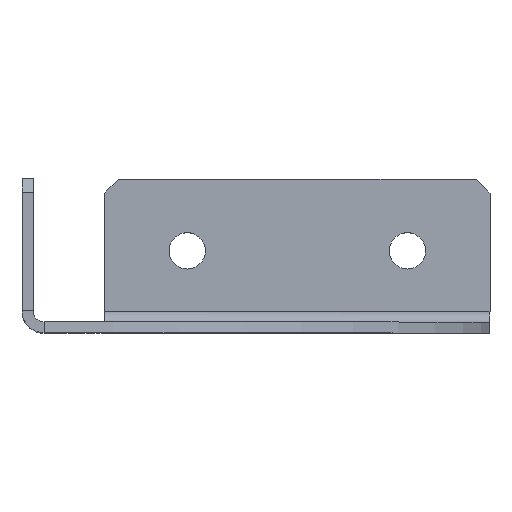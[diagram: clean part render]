
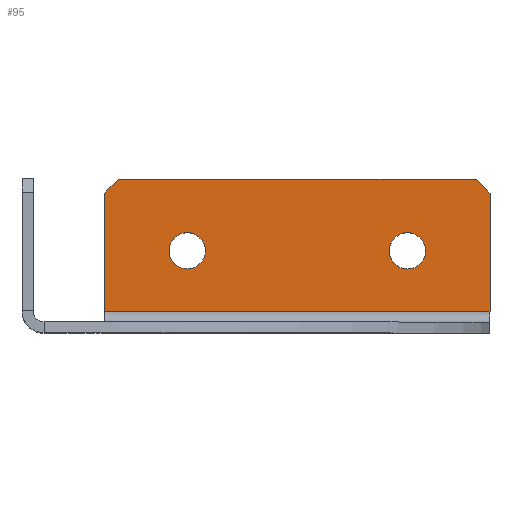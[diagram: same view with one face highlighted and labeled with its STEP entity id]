
A CAD part, top view. The second image highlights one B-rep face of the part: STEP entity #95.
In plain terms, the highlighted planar face has unit normal (0, 0, 1).
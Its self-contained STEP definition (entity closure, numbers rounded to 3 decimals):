
#6 = EDGE_LOOP ( 'NONE', ( #1693, #275 ) ) ;
#8 = CARTESIAN_POINT ( 'NONE',  ( 66.7, 15., 2. ) ) ;
#16 = EDGE_CURVE ( 'NONE', #401, #1095, #278, .T. ) ;
#40 = EDGE_CURVE ( 'NONE', #766, #1415, #540, .T. ) ;
#42 = LINE ( 'NONE', #305, #569 ) ;
#74 = CARTESIAN_POINT ( 'NONE',  ( 15., 25.5, 2. ) ) ;
#95 = ADVANCED_FACE ( 'NONE', ( #1311, #929, #1188 ), #1715, .T. ) ;
#144 = ORIENTED_EDGE ( 'NONE', *, *, #16, .F. ) ;
#200 = EDGE_CURVE ( 'NONE', #1254, #832, #42, .T. ) ;
#216 = ORIENTED_EDGE ( 'NONE', *, *, #1099, .T. ) ;
#247 = EDGE_LOOP ( 'NONE', ( #591, #1653 ) ) ;
#249 = CARTESIAN_POINT ( 'NONE',  ( 30., 15., 2. ) ) ;
#256 = AXIS2_PLACEMENT_3D ( 'NONE', #249, #1423, #363 ) ;
#275 = ORIENTED_EDGE ( 'NONE', *, *, #40, .F. ) ;
#278 = LINE ( 'NONE', #390, #460 ) ;
#283 = CARTESIAN_POINT ( 'NONE',  ( 70., 15., 2. ) ) ;
#305 = CARTESIAN_POINT ( 'NONE',  ( 85., 28., 2. ) ) ;
#320 = LINE ( 'NONE', #974, #982 ) ;
#342 = CARTESIAN_POINT ( 'NONE',  ( 33.3, 15., 2. ) ) ;
#345 = EDGE_LOOP ( 'NONE', ( #144, #216, #1172, #725, #849, #423 ) ) ;
#363 = DIRECTION ( 'NONE',  ( 1., 0., 0. ) ) ;
#388 = LINE ( 'NONE', #1029, #1395 ) ;
#390 = CARTESIAN_POINT ( 'NONE',  ( 85., 2., 2. ) ) ;
#397 = AXIS2_PLACEMENT_3D ( 'NONE', #546, #1306, #538 ) ;
#401 = VERTEX_POINT ( 'NONE', #1138 ) ;
#406 = CARTESIAN_POINT ( 'NONE',  ( 17.5, 28., 2. ) ) ;
#423 = ORIENTED_EDGE ( 'NONE', *, *, #726, .F. ) ;
#430 = CIRCLE ( 'NONE', #870, 3.3 ) ;
#460 = VECTOR ( 'NONE', #1595, 1000. ) ;
#538 = DIRECTION ( 'NONE',  ( 1., 0., 0. ) ) ;
#540 = CIRCLE ( 'NONE', #1030, 3.3 ) ;
#546 = CARTESIAN_POINT ( 'NONE',  ( 30., 15., 2. ) ) ;
#569 = VECTOR ( 'NONE', #837, 1000. ) ;
#571 = CIRCLE ( 'NONE', #397, 3.3 ) ;
#591 = ORIENTED_EDGE ( 'NONE', *, *, #1206, .F. ) ;
#641 = EDGE_CURVE ( 'NONE', #1447, #1409, #1442, .T. ) ;
#645 = CARTESIAN_POINT ( 'NONE',  ( 85., 4., 2. ) ) ;
#646 = DIRECTION ( 'NONE',  ( -1., 0., 0. ) ) ;
#680 = LINE ( 'NONE', #1454, #980 ) ;
#682 = DIRECTION ( 'NONE',  ( 1., 0., 0. ) ) ;
#725 = ORIENTED_EDGE ( 'NONE', *, *, #1713, .T. ) ;
#726 = EDGE_CURVE ( 'NONE', #1095, #1243, #388, .T. ) ;
#766 = VERTEX_POINT ( 'NONE', #8 ) ;
#806 = LINE ( 'NONE', #1167, #816 ) ;
#816 = VECTOR ( 'NONE', #1467, 1000. ) ;
#832 = VERTEX_POINT ( 'NONE', #1344 ) ;
#837 = DIRECTION ( 'NONE',  ( 1., 0., 0. ) ) ;
#849 = ORIENTED_EDGE ( 'NONE', *, *, #889, .F. ) ;
#870 = AXIS2_PLACEMENT_3D ( 'NONE', #283, #1085, #962 ) ;
#889 = EDGE_CURVE ( 'NONE', #1243, #1011, #680, .T. ) ;
#917 = DIRECTION ( 'NONE',  ( 0., 0., 1. ) ) ;
#929 = FACE_BOUND ( 'NONE', #6, .T. ) ;
#946 = CARTESIAN_POINT ( 'NONE',  ( 70., 15., 2. ) ) ;
#951 = AXIS2_PLACEMENT_3D ( 'NONE', #1054, #1586, #1455 ) ;
#962 = DIRECTION ( 'NONE',  ( 1., 0., 0. ) ) ;
#974 = CARTESIAN_POINT ( 'NONE',  ( -5.25, 5.25, 2. ) ) ;
#980 = VECTOR ( 'NONE', #1714, 1000. ) ;
#982 = VECTOR ( 'NONE', #1246, 1000. ) ;
#1011 = VERTEX_POINT ( 'NONE', #74 ) ;
#1029 = CARTESIAN_POINT ( 'NONE',  ( 85., 4., 2. ) ) ;
#1030 = AXIS2_PLACEMENT_3D ( 'NONE', #946, #917, #682 ) ;
#1035 = CARTESIAN_POINT ( 'NONE',  ( 15., 4., 2. ) ) ;
#1054 = CARTESIAN_POINT ( 'NONE',  ( 0., 0., 2. ) ) ;
#1085 = DIRECTION ( 'NONE',  ( 0., 0., 1. ) ) ;
#1095 = VERTEX_POINT ( 'NONE', #645 ) ;
#1099 = EDGE_CURVE ( 'NONE', #401, #832, #806, .T. ) ;
#1138 = CARTESIAN_POINT ( 'NONE',  ( 85., 25.5, 2. ) ) ;
#1167 = CARTESIAN_POINT ( 'NONE',  ( 55.25, 55.25, 2. ) ) ;
#1172 = ORIENTED_EDGE ( 'NONE', *, *, #200, .F. ) ;
#1188 = FACE_OUTER_BOUND ( 'NONE', #345, .T. ) ;
#1206 = EDGE_CURVE ( 'NONE', #1409, #1447, #571, .T. ) ;
#1243 = VERTEX_POINT ( 'NONE', #1035 ) ;
#1246 = DIRECTION ( 'NONE',  ( -0.707, -0.707, 0. ) ) ;
#1254 = VERTEX_POINT ( 'NONE', #406 ) ;
#1278 = CARTESIAN_POINT ( 'NONE',  ( 73.3, 15., 2. ) ) ;
#1306 = DIRECTION ( 'NONE',  ( 0., 0., 1. ) ) ;
#1311 = FACE_BOUND ( 'NONE', #247, .T. ) ;
#1344 = CARTESIAN_POINT ( 'NONE',  ( 82.5, 28., 2. ) ) ;
#1389 = EDGE_CURVE ( 'NONE', #1415, #766, #430, .T. ) ;
#1395 = VECTOR ( 'NONE', #646, 1000. ) ;
#1407 = CARTESIAN_POINT ( 'NONE',  ( 26.7, 15., 2. ) ) ;
#1409 = VERTEX_POINT ( 'NONE', #342 ) ;
#1415 = VERTEX_POINT ( 'NONE', #1278 ) ;
#1423 = DIRECTION ( 'NONE',  ( 0., 0., 1. ) ) ;
#1442 = CIRCLE ( 'NONE', #256, 3.3 ) ;
#1447 = VERTEX_POINT ( 'NONE', #1407 ) ;
#1454 = CARTESIAN_POINT ( 'NONE',  ( 15., 28., 2. ) ) ;
#1455 = DIRECTION ( 'NONE',  ( 0., -1., 0. ) ) ;
#1467 = DIRECTION ( 'NONE',  ( -0.707, 0.707, 0. ) ) ;
#1586 = DIRECTION ( 'NONE',  ( 0., 0., 1. ) ) ;
#1595 = DIRECTION ( 'NONE',  ( 0., -1., 0. ) ) ;
#1653 = ORIENTED_EDGE ( 'NONE', *, *, #641, .F. ) ;
#1693 = ORIENTED_EDGE ( 'NONE', *, *, #1389, .F. ) ;
#1713 = EDGE_CURVE ( 'NONE', #1254, #1011, #320, .T. ) ;
#1714 = DIRECTION ( 'NONE',  ( 0., 1., 0. ) ) ;
#1715 = PLANE ( 'NONE',  #951 ) ;
